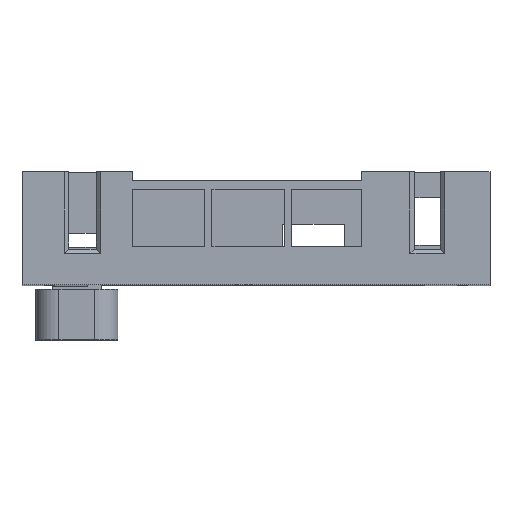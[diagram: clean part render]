
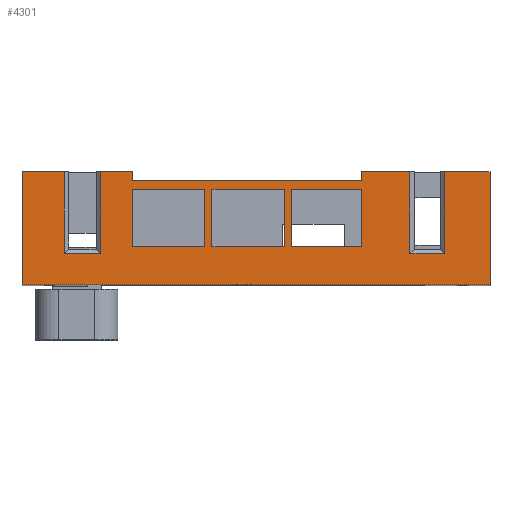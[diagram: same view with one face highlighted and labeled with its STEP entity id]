
A CAD part, top view. The second image highlights one B-rep face of the part: STEP entity #4301.
In plain terms, the highlighted planar face has unit normal (0, 0, 1).
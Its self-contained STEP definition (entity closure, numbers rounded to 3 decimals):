
#98=FACE_BOUND('',#432,.T.);
#99=FACE_BOUND('',#433,.T.);
#100=FACE_BOUND('',#434,.T.);
#183=FACE_OUTER_BOUND('',#431,.T.);
#431=EDGE_LOOP('',(#3072,#3073,#3074,#3075,#3076,#3077,#3078,#3079,#3080,
#3081,#3082,#3083,#3084,#3085,#3086,#3087));
#432=EDGE_LOOP('',(#3088,#3089,#3090,#3091));
#433=EDGE_LOOP('',(#3092,#3093,#3094,#3095));
#434=EDGE_LOOP('',(#3096,#3097,#3098,#3099));
#692=LINE('',#5937,#1267);
#793=LINE('',#6158,#1368);
#796=LINE('',#6164,#1371);
#798=LINE('',#6169,#1373);
#801=LINE('',#6174,#1376);
#804=LINE('',#6180,#1379);
#805=LINE('',#6183,#1380);
#807=LINE('',#6187,#1382);
#809=LINE('',#6191,#1384);
#811=LINE('',#6195,#1386);
#812=LINE('',#6197,#1387);
#813=LINE('',#6199,#1388);
#814=LINE('',#6201,#1389);
#815=LINE('',#6203,#1390);
#816=LINE('',#6205,#1391);
#817=LINE('',#6206,#1392);
#818=LINE('',#6208,#1393);
#819=LINE('',#6210,#1394);
#820=LINE('',#6212,#1395);
#821=LINE('',#6214,#1396);
#822=LINE('',#6216,#1397);
#823=LINE('',#6218,#1398);
#824=LINE('',#6219,#1399);
#825=LINE('',#6220,#1400);
#826=LINE('',#6222,#1401);
#827=LINE('',#6223,#1402);
#828=LINE('',#6225,#1403);
#829=LINE('',#6226,#1404);
#1267=VECTOR('',#4816,10.);
#1368=VECTOR('',#4991,10.);
#1371=VECTOR('',#4996,10.);
#1373=VECTOR('',#5000,10.);
#1376=VECTOR('',#5005,10.);
#1379=VECTOR('',#5010,10.);
#1380=VECTOR('',#5013,10.);
#1382=VECTOR('',#5017,10.);
#1384=VECTOR('',#5021,10.);
#1386=VECTOR('',#5025,10.);
#1387=VECTOR('',#5026,10.);
#1388=VECTOR('',#5027,10.);
#1389=VECTOR('',#5028,10.);
#1390=VECTOR('',#5029,10.);
#1391=VECTOR('',#5030,10.);
#1392=VECTOR('',#5031,10.);
#1393=VECTOR('',#5032,10.);
#1394=VECTOR('',#5033,10.);
#1395=VECTOR('',#5034,10.);
#1396=VECTOR('',#5035,10.);
#1397=VECTOR('',#5036,10.);
#1398=VECTOR('',#5037,10.);
#1399=VECTOR('',#5038,10.);
#1400=VECTOR('',#5039,10.);
#1401=VECTOR('',#5040,10.);
#1402=VECTOR('',#5041,10.);
#1403=VECTOR('',#5042,10.);
#1404=VECTOR('',#5043,10.);
#1838=VERTEX_POINT('',#5934);
#1839=VERTEX_POINT('',#5936);
#1921=VERTEX_POINT('',#6154);
#1922=VERTEX_POINT('',#6156);
#1923=VERTEX_POINT('',#6160);
#1924=VERTEX_POINT('',#6162);
#1925=VERTEX_POINT('',#6166);
#1926=VERTEX_POINT('',#6168);
#1927=VERTEX_POINT('',#6172);
#1928=VERTEX_POINT('',#6176);
#1929=VERTEX_POINT('',#6178);
#1930=VERTEX_POINT('',#6182);
#1931=VERTEX_POINT('',#6186);
#1932=VERTEX_POINT('',#6190);
#1933=VERTEX_POINT('',#6194);
#1934=VERTEX_POINT('',#6196);
#1935=VERTEX_POINT('',#6198);
#1936=VERTEX_POINT('',#6200);
#1937=VERTEX_POINT('',#6202);
#1938=VERTEX_POINT('',#6204);
#1939=VERTEX_POINT('',#6207);
#1940=VERTEX_POINT('',#6209);
#1941=VERTEX_POINT('',#6211);
#1942=VERTEX_POINT('',#6213);
#1943=VERTEX_POINT('',#6215);
#1944=VERTEX_POINT('',#6217);
#1945=VERTEX_POINT('',#6221);
#1946=VERTEX_POINT('',#6224);
#2248=EDGE_CURVE('',#1838,#1839,#692,.T.);
#2361=EDGE_CURVE('',#1922,#1921,#793,.T.);
#2364=EDGE_CURVE('',#1924,#1923,#796,.T.);
#2366=EDGE_CURVE('',#1925,#1926,#798,.T.);
#2369=EDGE_CURVE('',#1927,#1925,#801,.T.);
#2372=EDGE_CURVE('',#1929,#1928,#804,.T.);
#2373=EDGE_CURVE('',#1923,#1930,#805,.T.);
#2375=EDGE_CURVE('',#1921,#1931,#807,.T.);
#2377=EDGE_CURVE('',#1926,#1932,#809,.T.);
#2379=EDGE_CURVE('',#1933,#1928,#811,.T.);
#2380=EDGE_CURVE('',#1934,#1929,#812,.T.);
#2381=EDGE_CURVE('',#1935,#1934,#813,.T.);
#2382=EDGE_CURVE('',#1936,#1935,#814,.T.);
#2383=EDGE_CURVE('',#1937,#1936,#815,.T.);
#2384=EDGE_CURVE('',#1938,#1937,#816,.T.);
#2385=EDGE_CURVE('',#1938,#1839,#817,.T.);
#2386=EDGE_CURVE('',#1939,#1838,#818,.T.);
#2387=EDGE_CURVE('',#1940,#1939,#819,.T.);
#2388=EDGE_CURVE('',#1941,#1940,#820,.T.);
#2389=EDGE_CURVE('',#1942,#1941,#821,.T.);
#2390=EDGE_CURVE('',#1943,#1942,#822,.T.);
#2391=EDGE_CURVE('',#1944,#1943,#823,.T.);
#2392=EDGE_CURVE('',#1933,#1944,#824,.T.);
#2393=EDGE_CURVE('',#1932,#1927,#825,.F.);
#2394=EDGE_CURVE('',#1945,#1924,#826,.T.);
#2395=EDGE_CURVE('',#1930,#1945,#827,.F.);
#2396=EDGE_CURVE('',#1946,#1922,#828,.T.);
#2397=EDGE_CURVE('',#1931,#1946,#829,.F.);
#3072=ORIENTED_EDGE('',*,*,#2379,.T.);
#3073=ORIENTED_EDGE('',*,*,#2372,.F.);
#3074=ORIENTED_EDGE('',*,*,#2380,.F.);
#3075=ORIENTED_EDGE('',*,*,#2381,.F.);
#3076=ORIENTED_EDGE('',*,*,#2382,.F.);
#3077=ORIENTED_EDGE('',*,*,#2383,.F.);
#3078=ORIENTED_EDGE('',*,*,#2384,.F.);
#3079=ORIENTED_EDGE('',*,*,#2385,.T.);
#3080=ORIENTED_EDGE('',*,*,#2248,.F.);
#3081=ORIENTED_EDGE('',*,*,#2386,.F.);
#3082=ORIENTED_EDGE('',*,*,#2387,.F.);
#3083=ORIENTED_EDGE('',*,*,#2388,.F.);
#3084=ORIENTED_EDGE('',*,*,#2389,.F.);
#3085=ORIENTED_EDGE('',*,*,#2390,.F.);
#3086=ORIENTED_EDGE('',*,*,#2391,.F.);
#3087=ORIENTED_EDGE('',*,*,#2392,.F.);
#3088=ORIENTED_EDGE('',*,*,#2369,.F.);
#3089=ORIENTED_EDGE('',*,*,#2393,.F.);
#3090=ORIENTED_EDGE('',*,*,#2377,.F.);
#3091=ORIENTED_EDGE('',*,*,#2366,.F.);
#3092=ORIENTED_EDGE('',*,*,#2364,.F.);
#3093=ORIENTED_EDGE('',*,*,#2394,.F.);
#3094=ORIENTED_EDGE('',*,*,#2395,.F.);
#3095=ORIENTED_EDGE('',*,*,#2373,.F.);
#3096=ORIENTED_EDGE('',*,*,#2361,.F.);
#3097=ORIENTED_EDGE('',*,*,#2396,.F.);
#3098=ORIENTED_EDGE('',*,*,#2397,.F.);
#3099=ORIENTED_EDGE('',*,*,#2375,.F.);
#4088=PLANE('',#4558);
#4301=ADVANCED_FACE('',(#183,#98,#99,#100),#4088,.F.);
#4558=AXIS2_PLACEMENT_3D('',#6193,#5023,#5024);
#4816=DIRECTION('',(-1.,0.,0.));
#4991=DIRECTION('',(-1.,0.,0.));
#4996=DIRECTION('',(-1.,0.,0.));
#5000=DIRECTION('',(-1.,0.,0.));
#5005=DIRECTION('',(0.,1.,0.));
#5010=DIRECTION('',(0.,-1.,0.));
#5013=DIRECTION('',(0.,-1.,0.));
#5017=DIRECTION('',(0.,-1.,0.));
#5021=DIRECTION('',(0.,-1.,0.));
#5023=DIRECTION('center_axis',(0.,0.,-1.));
#5024=DIRECTION('ref_axis',(-1.,0.,0.));
#5025=DIRECTION('',(-1.,0.,0.));
#5026=DIRECTION('',(1.,0.,0.));
#5027=DIRECTION('',(0.,1.,0.));
#5028=DIRECTION('',(1.,0.,0.));
#5029=DIRECTION('',(0.,-1.,0.));
#5030=DIRECTION('',(1.,0.,0.));
#5031=DIRECTION('',(0.,-1.,0.));
#5032=DIRECTION('',(0.,-1.,0.));
#5033=DIRECTION('',(1.,0.,0.));
#5034=DIRECTION('',(0.,1.,0.));
#5035=DIRECTION('',(1.,0.,0.));
#5036=DIRECTION('',(0.,-1.,0.));
#5037=DIRECTION('',(1.,0.,0.));
#5038=DIRECTION('',(0.,1.,0.));
#5039=DIRECTION('',(-1.,0.,0.));
#5040=DIRECTION('',(0.,1.,0.));
#5041=DIRECTION('',(-1.,0.,0.));
#5042=DIRECTION('',(0.,1.,0.));
#5043=DIRECTION('',(-1.,0.,0.));
#5934=CARTESIAN_POINT('',(52.9,-2.8,47.1));
#5936=CARTESIAN_POINT('',(-52.9,-2.8,47.1));
#5937=CARTESIAN_POINT('',(-49.6,-2.8,47.1));
#6154=CARTESIAN_POINT('',(-9.95,18.8,47.1));
#6156=CARTESIAN_POINT('',(6.4,18.8,47.1));
#6158=CARTESIAN_POINT('',(-11.65,18.8,47.1));
#6160=CARTESIAN_POINT('',(-28.,18.8,47.1));
#6162=CARTESIAN_POINT('',(-11.65,18.8,47.1));
#6164=CARTESIAN_POINT('',(-11.65,18.8,47.1));
#6166=CARTESIAN_POINT('',(23.95,18.8,47.1));
#6168=CARTESIAN_POINT('',(8.1,18.8,47.1));
#6169=CARTESIAN_POINT('',(-11.65,18.8,47.1));
#6172=CARTESIAN_POINT('',(23.95,5.8,47.1));
#6174=CARTESIAN_POINT('',(23.95,0.4,47.1));
#6176=CARTESIAN_POINT('',(-28.,20.8,47.1));
#6178=CARTESIAN_POINT('',(-28.,22.8,47.1));
#6180=CARTESIAN_POINT('',(-28.,0.,47.1));
#6182=CARTESIAN_POINT('',(-28.,5.8,47.1));
#6183=CARTESIAN_POINT('',(-28.,0.,47.1));
#6186=CARTESIAN_POINT('',(-9.95,5.8,47.1));
#6187=CARTESIAN_POINT('',(-9.95,0.,47.1));
#6190=CARTESIAN_POINT('',(8.1,5.8,47.1));
#6191=CARTESIAN_POINT('',(8.1,0.4,47.1));
#6193=CARTESIAN_POINT('Origin',(-52.5,0.,47.1));
#6194=CARTESIAN_POINT('',(23.95,20.8,47.1));
#6195=CARTESIAN_POINT('',(-32.1,20.8,47.1));
#6196=CARTESIAN_POINT('',(-35.15,22.8,47.1));
#6197=CARTESIAN_POINT('',(-26.25,22.8,47.1));
#6198=CARTESIAN_POINT('',(-35.15,4.3,47.1));
#6199=CARTESIAN_POINT('',(-35.15,0.,47.1));
#6200=CARTESIAN_POINT('',(-43.35,4.3,47.1));
#6201=CARTESIAN_POINT('',(-45.625,4.3,47.1));
#6202=CARTESIAN_POINT('',(-43.35,22.8,47.1));
#6203=CARTESIAN_POINT('',(-43.35,1.9,47.1));
#6204=CARTESIAN_POINT('',(-52.9,22.8,47.1));
#6205=CARTESIAN_POINT('',(-26.25,22.8,47.1));
#6206=CARTESIAN_POINT('',(-52.9,0.2,47.1));
#6207=CARTESIAN_POINT('',(52.9,22.8,47.1));
#6208=CARTESIAN_POINT('',(52.9,0.,47.1));
#6209=CARTESIAN_POINT('',(42.68,22.8,47.1));
#6210=CARTESIAN_POINT('',(-26.25,22.8,47.1));
#6211=CARTESIAN_POINT('',(42.68,4.3,47.1));
#6212=CARTESIAN_POINT('',(42.68,0.,47.1));
#6213=CARTESIAN_POINT('',(34.78,4.3,47.1));
#6214=CARTESIAN_POINT('',(-6.51,4.3,47.1));
#6215=CARTESIAN_POINT('',(34.78,22.8,47.1));
#6216=CARTESIAN_POINT('',(34.78,0.,47.1));
#6217=CARTESIAN_POINT('',(23.95,22.8,47.1));
#6218=CARTESIAN_POINT('',(-26.25,22.8,47.1));
#6219=CARTESIAN_POINT('',(23.95,0.4,47.1));
#6220=CARTESIAN_POINT('',(-18.113,5.8,47.1));
#6221=CARTESIAN_POINT('',(-11.65,5.8,47.1));
#6222=CARTESIAN_POINT('',(-11.65,0.,47.1));
#6223=CARTESIAN_POINT('',(-36.163,5.8,47.1));
#6224=CARTESIAN_POINT('',(6.4,5.8,47.1));
#6225=CARTESIAN_POINT('',(6.4,0.,47.1));
#6226=CARTESIAN_POINT('',(-27.138,5.8,47.1));
